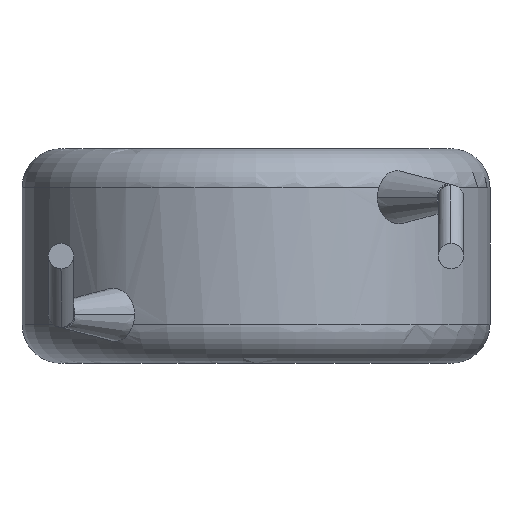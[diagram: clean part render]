
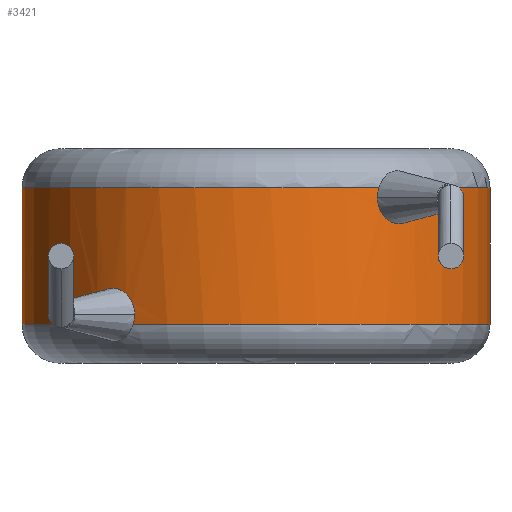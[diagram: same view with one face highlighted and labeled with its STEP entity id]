
A CAD part, front view. The second image highlights one B-rep face of the part: STEP entity #3421.
In plain terms, the highlighted cylindrical face has radius 6 mm (diameter 12 mm), a partial arc.
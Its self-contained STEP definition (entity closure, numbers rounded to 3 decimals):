
#56 = CARTESIAN_POINT ( 'NONE',  ( -3.945, -4.523, 1.851 ) ) ;
#64 = ORIENTED_EDGE ( 'NONE', *, *, #2591, .T. ) ;
#96 = CARTESIAN_POINT ( 'NONE',  ( -3.111, -5.13, 1.164 ) ) ;
#102 = CARTESIAN_POINT ( 'NONE',  ( -4.172, -4.312, 1.08 ) ) ;
#117 = LINE ( 'NONE', #3112, #331 ) ;
#148 = AXIS2_PLACEMENT_3D ( 'NONE', #974, #945, #2619 ) ;
#157 = LINE ( 'NONE', #3064, #250 ) ;
#186 = CARTESIAN_POINT ( 'NONE',  ( 6., 0., 4.5 ) ) ;
#188 = CARTESIAN_POINT ( 'NONE',  ( 3.531, -4.854, 3.578 ) ) ;
#199 = CARTESIAN_POINT ( 'NONE',  ( 6., 0., 1. ) ) ;
#235 = CARTESIAN_POINT ( 'NONE',  ( 3.111, -5.13, 4.25 ) ) ;
#250 = VECTOR ( 'NONE', #1416, 1000. ) ;
#291 = VERTEX_POINT ( 'NONE', #3302 ) ;
#319 = AXIS2_PLACEMENT_3D ( 'NONE', #1294, #966, #2646 ) ;
#331 = VECTOR ( 'NONE', #1781, 1000. ) ;
#397 = CARTESIAN_POINT ( 'NONE',  ( -4.149, -4.334, 1. ) ) ;
#435 = CARTESIAN_POINT ( 'NONE',  ( -3.125, -5.122, 1.08 ) ) ;
#441 = CARTESIAN_POINT ( 'NONE',  ( -4.149, -4.334, 1. ) ) ;
#484 = VERTEX_POINT ( 'NONE', #1756 ) ;
#519 = CARTESIAN_POINT ( 'NONE',  ( 4.171, -4.313, 4.073 ) ) ;
#529 = ORIENTED_EDGE ( 'NONE', *, *, #3928, .F. ) ;
#537 = CARTESIAN_POINT ( 'NONE',  ( 4.122, -4.36, 3.91 ) ) ;
#564 = CARTESIAN_POINT ( 'NONE',  ( 3.945, -4.523, 3.649 ) ) ;
#588 = CIRCLE ( 'NONE', #319, 6. ) ;
#592 = ORIENTED_EDGE ( 'NONE', *, *, #2355, .T. ) ;
#600 = EDGE_CURVE ( 'NONE', #734, #2154, #2804, .T. ) ;
#602 = VERTEX_POINT ( 'NONE', #4172 ) ;
#615 = EDGE_CURVE ( 'NONE', #727, #4181, #1555, .T. ) ;
#649 = ORIENTED_EDGE ( 'NONE', *, *, #3908, .F. ) ;
#651 = ORIENTED_EDGE ( 'NONE', *, *, #842, .F. ) ;
#665 = CARTESIAN_POINT ( 'NONE',  ( -3.176, -5.092, 1.603 ) ) ;
#692 = CARTESIAN_POINT ( 'NONE',  ( -4.171, -4.313, 1.427 ) ) ;
#722 = B_SPLINE_CURVE_WITH_KNOTS ( 'NONE', 3,
 ( #1598, #3906, #4227, #3695 ),
 .UNSPECIFIED., .F., .F.,
 ( 4, 4 ),
 ( 0.002, 0.003 ),
 .UNSPECIFIED. ) ;
#727 = VERTEX_POINT ( 'NONE', #1253 ) ;
#734 = VERTEX_POINT ( 'NONE', #2609 ) ;
#785 = VERTEX_POINT ( 'NONE', #2278 ) ;
#786 = EDGE_CURVE ( 'NONE', #903, #602, #588, .T. ) ;
#819 = CARTESIAN_POINT ( 'NONE',  ( 4.184, -4.3, 4.25 ) ) ;
#842 = EDGE_CURVE ( 'NONE', #785, #291, #1150, .T. ) ;
#903 = VERTEX_POINT ( 'NONE', #186 ) ;
#930 = B_SPLINE_CURVE_WITH_KNOTS ( 'NONE', 3,
 ( #1357, #2717, #102, #397 ),
 .UNSPECIFIED., .F., .F.,
 ( 4, 4 ),
 ( 0.002, 0.003 ),
 .UNSPECIFIED. ) ;
#945 = DIRECTION ( 'NONE',  ( 0., 0., 1. ) ) ;
#966 = DIRECTION ( 'NONE',  ( 0., 0., -1. ) ) ;
#974 = CARTESIAN_POINT ( 'NONE',  ( 0., 0., 1. ) ) ;
#1008 = CARTESIAN_POINT ( 'NONE',  ( -3.111, -5.13, 1.25 ) ) ;
#1021 = CARTESIAN_POINT ( 'NONE',  ( -3.811, -4.637, 1.922 ) ) ;
#1111 = CARTESIAN_POINT ( 'NONE',  ( 3.153, -5.105, 4.5 ) ) ;
#1150 = B_SPLINE_CURVE_WITH_KNOTS ( 'NONE', 3,
 ( #1008, #1337, #665, #3640, #1665, #1021, #56, #3962, #2675, #692, #1355, #1680 ),
 .UNSPECIFIED., .F., .F.,
 ( 4, 2, 2, 2, 2, 4 ),
 ( 0., 0.001, 0.001, 0.002, 0.002, 0.002 ),
 .UNSPECIFIED. ) ;
#1172 = DIRECTION ( 'NONE',  ( 1., 0., 0. ) ) ;
#1208 = CARTESIAN_POINT ( 'NONE',  ( 3.111, -5.13, 4.073 ) ) ;
#1253 = CARTESIAN_POINT ( 'NONE',  ( -6., 0., 1. ) ) ;
#1294 = CARTESIAN_POINT ( 'NONE',  ( 0., 0., 4.5 ) ) ;
#1309 = ORIENTED_EDGE ( 'NONE', *, *, #615, .T. ) ;
#1333 = CIRCLE ( 'NONE', #148, 6. ) ;
#1337 = CARTESIAN_POINT ( 'NONE',  ( -3.111, -5.13, 1.427 ) ) ;
#1355 = CARTESIAN_POINT ( 'NONE',  ( -4.184, -4.3, 1.338 ) ) ;
#1357 = CARTESIAN_POINT ( 'NONE',  ( -4.184, -4.3, 1.25 ) ) ;
#1416 = DIRECTION ( 'NONE',  ( 0., 0., -1. ) ) ;
#1530 = DIRECTION ( 'NONE',  ( 1., 0., 0. ) ) ;
#1551 = CARTESIAN_POINT ( 'NONE',  ( 0., 0., 5.5 ) ) ;
#1555 = CIRCLE ( 'NONE', #2833, 6. ) ;
#1598 = CARTESIAN_POINT ( 'NONE',  ( 4.184, -4.3, 4.25 ) ) ;
#1599 = EDGE_LOOP ( 'NONE', ( #1984, #4195, #1979, #3711, #649, #3355, #64, #1309, #1647, #651, #529, #592 ) ) ;
#1647 = ORIENTED_EDGE ( 'NONE', *, *, #3533, .F. ) ;
#1665 = CARTESIAN_POINT ( 'NONE',  ( -3.531, -4.854, 1.922 ) ) ;
#1680 = CARTESIAN_POINT ( 'NONE',  ( -4.184, -4.3, 1.25 ) ) ;
#1707 = CYLINDRICAL_SURFACE ( 'NONE', #3637, 6. ) ;
#1756 = CARTESIAN_POINT ( 'NONE',  ( -3.153, -5.105, 1. ) ) ;
#1781 = DIRECTION ( 'NONE',  ( 0., 0., -1. ) ) ;
#1808 = CARTESIAN_POINT ( 'NONE',  ( 0., 0., 1. ) ) ;
#1829 = CARTESIAN_POINT ( 'NONE',  ( 3.176, -5.092, 3.897 ) ) ;
#1830 = CARTESIAN_POINT ( 'NONE',  ( 3.153, -5.105, 4.5 ) ) ;
#1899 = AXIS2_PLACEMENT_3D ( 'NONE', #3865, #3517, #1530 ) ;
#1979 = ORIENTED_EDGE ( 'NONE', *, *, #2067, .F. ) ;
#1984 = ORIENTED_EDGE ( 'NONE', *, *, #3758, .F. ) ;
#2031 = VERTEX_POINT ( 'NONE', #2255 ) ;
#2067 = EDGE_CURVE ( 'NONE', #2154, #602, #722, .T. ) ;
#2074 = CARTESIAN_POINT ( 'NONE',  ( -3.153, -5.105, 1. ) ) ;
#2080 = CARTESIAN_POINT ( 'NONE',  ( 4.184, -4.3, 4.25 ) ) ;
#2127 = VERTEX_POINT ( 'NONE', #199 ) ;
#2140 = B_SPLINE_CURVE_WITH_KNOTS ( 'NONE', 3,
 ( #2074, #435, #96, #2741 ),
 .UNSPECIFIED., .F., .F.,
 ( 4, 4 ),
 ( 0., 0. ),
 .UNSPECIFIED. ) ;
#2154 = VERTEX_POINT ( 'NONE', #2080 ) ;
#2255 = CARTESIAN_POINT ( 'NONE',  ( -6., 0., 4.5 ) ) ;
#2276 = EDGE_CURVE ( 'NONE', #3633, #2031, #2531, .T. ) ;
#2278 = CARTESIAN_POINT ( 'NONE',  ( -3.111, -5.13, 1.25 ) ) ;
#2355 = EDGE_CURVE ( 'NONE', #484, #2127, #1333, .T. ) ;
#2503 = CARTESIAN_POINT ( 'NONE',  ( 4.184, -4.3, 4.162 ) ) ;
#2531 = CIRCLE ( 'NONE', #1899, 6. ) ;
#2533 = CARTESIAN_POINT ( 'NONE',  ( 3.386, -4.955, 3.65 ) ) ;
#2548 = DIRECTION ( 'NONE',  ( 0., 0., 1. ) ) ;
#2591 = EDGE_CURVE ( 'NONE', #2031, #727, #157, .T. ) ;
#2609 = CARTESIAN_POINT ( 'NONE',  ( 3.111, -5.13, 4.25 ) ) ;
#2619 = DIRECTION ( 'NONE',  ( 1., 0., 0. ) ) ;
#2646 = DIRECTION ( 'NONE',  ( 1., 0., 0. ) ) ;
#2675 = CARTESIAN_POINT ( 'NONE',  ( -4.122, -4.36, 1.59 ) ) ;
#2717 = CARTESIAN_POINT ( 'NONE',  ( -4.184, -4.3, 1.165 ) ) ;
#2741 = CARTESIAN_POINT ( 'NONE',  ( -3.111, -5.13, 1.25 ) ) ;
#2804 = B_SPLINE_CURVE_WITH_KNOTS ( 'NONE', 3,
 ( #235, #1208, #1829, #2533, #188, #3175, #564, #4123, #537, #519, #2503, #819 ),
 .UNSPECIFIED., .F., .F.,
 ( 4, 2, 2, 2, 2, 4 ),
 ( 0., 0.001, 0.001, 0.002, 0.002, 0.002 ),
 .UNSPECIFIED. ) ;
#2833 = AXIS2_PLACEMENT_3D ( 'NONE', #1808, #2548, #1172 ) ;
#2997 = B_SPLINE_CURVE_WITH_KNOTS ( 'NONE', 3,
 ( #1111, #3511, #3295, #3418 ),
 .UNSPECIFIED., .F., .F.,
 ( 4, 4 ),
 ( 0., 0. ),
 .UNSPECIFIED. ) ;
#3064 = CARTESIAN_POINT ( 'NONE',  ( -6., 0., 5.5 ) ) ;
#3112 = CARTESIAN_POINT ( 'NONE',  ( 6., 0., 5.5 ) ) ;
#3175 = CARTESIAN_POINT ( 'NONE',  ( 3.811, -4.637, 3.578 ) ) ;
#3295 = CARTESIAN_POINT ( 'NONE',  ( 3.111, -5.13, 4.336 ) ) ;
#3302 = CARTESIAN_POINT ( 'NONE',  ( -4.184, -4.3, 1.25 ) ) ;
#3355 = ORIENTED_EDGE ( 'NONE', *, *, #2276, .T. ) ;
#3418 = CARTESIAN_POINT ( 'NONE',  ( 3.111, -5.13, 4.25 ) ) ;
#3421 = ADVANCED_FACE ( 'NONE', ( #3968 ), #1707, .T. ) ;
#3511 = CARTESIAN_POINT ( 'NONE',  ( 3.125, -5.122, 4.42 ) ) ;
#3517 = DIRECTION ( 'NONE',  ( 0., 0., -1. ) ) ;
#3533 = EDGE_CURVE ( 'NONE', #291, #4181, #930, .T. ) ;
#3633 = VERTEX_POINT ( 'NONE', #1830 ) ;
#3637 = AXIS2_PLACEMENT_3D ( 'NONE', #1551, #3849, #4180 ) ;
#3640 = CARTESIAN_POINT ( 'NONE',  ( -3.386, -4.955, 1.85 ) ) ;
#3695 = CARTESIAN_POINT ( 'NONE',  ( 4.149, -4.334, 4.5 ) ) ;
#3711 = ORIENTED_EDGE ( 'NONE', *, *, #600, .F. ) ;
#3758 = EDGE_CURVE ( 'NONE', #903, #2127, #117, .T. ) ;
#3849 = DIRECTION ( 'NONE',  ( 0., 0., -1. ) ) ;
#3865 = CARTESIAN_POINT ( 'NONE',  ( 0., 0., 4.5 ) ) ;
#3906 = CARTESIAN_POINT ( 'NONE',  ( 4.184, -4.3, 4.335 ) ) ;
#3908 = EDGE_CURVE ( 'NONE', #3633, #734, #2997, .T. ) ;
#3928 = EDGE_CURVE ( 'NONE', #484, #785, #2140, .T. ) ;
#3962 = CARTESIAN_POINT ( 'NONE',  ( -4.085, -4.395, 1.664 ) ) ;
#3968 = FACE_OUTER_BOUND ( 'NONE', #1599, .T. ) ;
#4123 = CARTESIAN_POINT ( 'NONE',  ( 4.085, -4.395, 3.836 ) ) ;
#4172 = CARTESIAN_POINT ( 'NONE',  ( 4.149, -4.334, 4.5 ) ) ;
#4180 = DIRECTION ( 'NONE',  ( -1., 0., 0. ) ) ;
#4181 = VERTEX_POINT ( 'NONE', #441 ) ;
#4195 = ORIENTED_EDGE ( 'NONE', *, *, #786, .T. ) ;
#4227 = CARTESIAN_POINT ( 'NONE',  ( 4.172, -4.312, 4.42 ) ) ;
